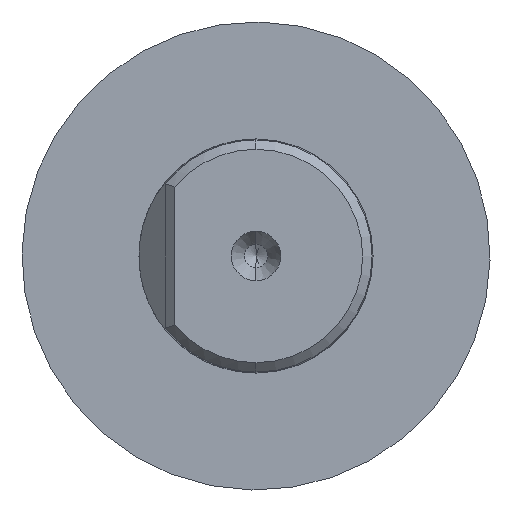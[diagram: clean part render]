
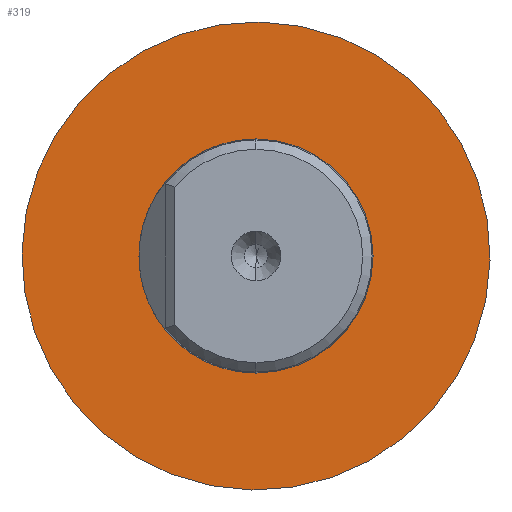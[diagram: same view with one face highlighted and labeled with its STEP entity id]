
A CAD part, left-side view. The second image highlights one B-rep face of the part: STEP entity #319.
In plain terms, the highlighted planar face has unit normal (-1, 0, 0).
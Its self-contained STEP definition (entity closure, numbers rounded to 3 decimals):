
#10 = DIRECTION ( 'NONE',  ( 0., 0., -1. ) ) ;
#21 = DIRECTION ( 'NONE',  ( 1., 0., 0. ) ) ;
#85 = AXIS2_PLACEMENT_3D ( 'NONE', #3592, #21, #10 ) ;
#278 = AXIS2_PLACEMENT_3D ( 'NONE', #1254, #323, #1292 ) ;
#319 = ADVANCED_FACE ( 'NONE', ( #453, #2491 ), #3644, .F. ) ;
#323 = DIRECTION ( 'NONE',  ( 1., 0., 0. ) ) ;
#453 = FACE_OUTER_BOUND ( 'NONE', #3697, .T. ) ;
#678 = DIRECTION ( 'NONE',  ( 0., 0., -1. ) ) ;
#955 = CARTESIAN_POINT ( 'NONE',  ( -1.4, 0., 0. ) ) ;
#1015 = DIRECTION ( 'NONE',  ( 0., 0., -1. ) ) ;
#1221 = ORIENTED_EDGE ( 'NONE', *, *, #3646, .T. ) ;
#1254 = CARTESIAN_POINT ( 'NONE',  ( -1.4, 0., 0. ) ) ;
#1289 = DIRECTION ( 'NONE',  ( 0., 0., -1. ) ) ;
#1292 = DIRECTION ( 'NONE',  ( 0., 0., -1. ) ) ;
#1472 = CARTESIAN_POINT ( 'NONE',  ( -1.4, 0., -25. ) ) ;
#1483 = ORIENTED_EDGE ( 'NONE', *, *, #2267, .T. ) ;
#1660 = VERTEX_POINT ( 'NONE', #4167 ) ;
#1738 = EDGE_CURVE ( 'NONE', #3156, #1660, #3023, .T. ) ;
#1959 = DIRECTION ( 'NONE',  ( 1., 0., 0. ) ) ;
#2015 = CARTESIAN_POINT ( 'NONE',  ( -1.4, 0., -10.06 ) ) ;
#2267 = EDGE_CURVE ( 'NONE', #2992, #2386, #3577, .T. ) ;
#2314 = DIRECTION ( 'NONE',  ( 1., 0., 0. ) ) ;
#2335 = CARTESIAN_POINT ( 'NONE',  ( -1.4, -25., 0. ) ) ;
#2386 = VERTEX_POINT ( 'NONE', #2015 ) ;
#2491 = FACE_BOUND ( 'NONE', #3814, .T. ) ;
#2619 = CIRCLE ( 'NONE', #3657, 10.06 ) ;
#2623 = EDGE_CURVE ( 'NONE', #1660, #3156, #3569, .T. ) ;
#2940 = ORIENTED_EDGE ( 'NONE', *, *, #1738, .F. ) ;
#2959 = ORIENTED_EDGE ( 'NONE', *, *, #2623, .F. ) ;
#2992 = VERTEX_POINT ( 'NONE', #3963 ) ;
#3023 = CIRCLE ( 'NONE', #85, 25. ) ;
#3156 = VERTEX_POINT ( 'NONE', #1472 ) ;
#3224 = DIRECTION ( 'NONE',  ( 1., 0., 0. ) ) ;
#3569 = CIRCLE ( 'NONE', #278, 25. ) ;
#3577 = CIRCLE ( 'NONE', #3643, 10.06 ) ;
#3592 = CARTESIAN_POINT ( 'NONE',  ( -1.4, 0., 0. ) ) ;
#3643 = AXIS2_PLACEMENT_3D ( 'NONE', #955, #3224, #1289 ) ;
#3644 = PLANE ( 'NONE',  #4136 ) ;
#3646 = EDGE_CURVE ( 'NONE', #2386, #2992, #2619, .T. ) ;
#3657 = AXIS2_PLACEMENT_3D ( 'NONE', #3954, #2314, #1015 ) ;
#3697 = EDGE_LOOP ( 'NONE', ( #2940, #2959 ) ) ;
#3814 = EDGE_LOOP ( 'NONE', ( #1221, #1483 ) ) ;
#3954 = CARTESIAN_POINT ( 'NONE',  ( -1.4, 0., 0. ) ) ;
#3963 = CARTESIAN_POINT ( 'NONE',  ( -1.4, 0., 10.06 ) ) ;
#4136 = AXIS2_PLACEMENT_3D ( 'NONE', #2335, #1959, #678 ) ;
#4167 = CARTESIAN_POINT ( 'NONE',  ( -1.4, 0., 25. ) ) ;
